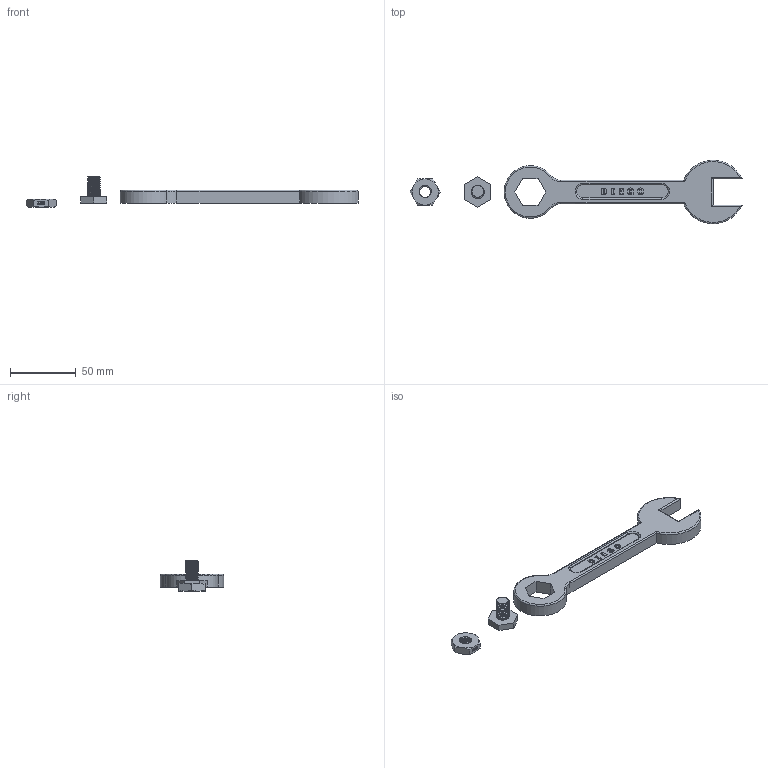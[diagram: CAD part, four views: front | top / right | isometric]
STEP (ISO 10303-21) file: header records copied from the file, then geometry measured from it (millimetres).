
FILE_DESCRIPTION(/* description */ ('','CAx-IF Rec.Pracs.---Representation and Presentation of Product Manufacturing Information (PMI)---4.0---2014-10-13'),/* implementation_level */ '2;1');
FILE_NAME(/* name */ 'Herramientas v3.step',/* time_stamp */ '2025-02-12T11:13:38-05:00',/* author */ (''),/* organization */ (''),/* preprocessor_version */ 'ST-DEVELOPER v20',/* originating_system */ 'Autodesk Translation Framework v13.20.0.188',/* authorisation */ '');
FILE_SCHEMA (('AP242_MANAGED_MODEL_BASED_3D_ENGINEERING_MIM_LF { 1 0 10303 442 1 1 4 }'));
Length unit declared in the file: millimetre
Products named in the file (1): Herramientas
Bounding box: 252.55 x 48.32 x 23 mm (x, y, z)
Volume: 43122.2 mm3; surface area: 16655.7 mm2
Topology: 3 solids, 3 shells, 296 faces, 805 edges, 532 vertices
Faces by surface type: plane 130, bspline 101, cylinder 46, cone 12, torus 7
Full cylindrical faces by diameter (mm): 8.141 x9, 8.526 x2, 9.85 x9, 10.198 x2
Entity records: 13557 total; most frequent: CARTESIAN_POINT 6899, ORIENTED_EDGE 1610, DIRECTION 954, EDGE_CURVE 805, VERTEX_POINT 532, LINE 460, VECTOR 460, EDGE_LOOP 317
